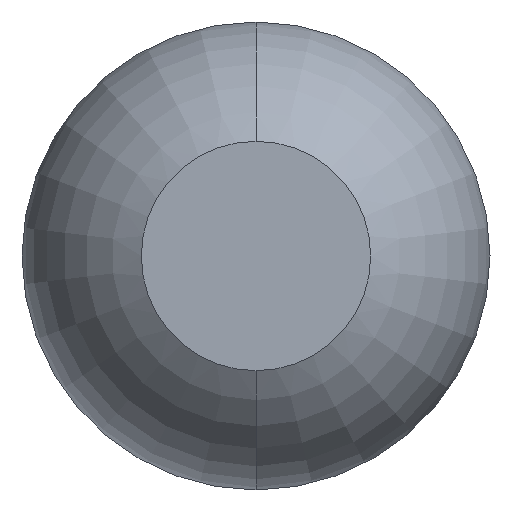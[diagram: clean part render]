
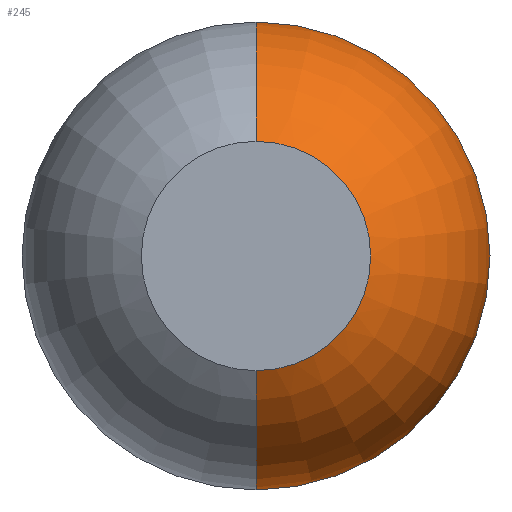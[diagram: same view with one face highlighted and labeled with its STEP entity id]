
A CAD part, front view. The second image highlights one B-rep face of the part: STEP entity #245.
In plain terms, the highlighted toroidal (fillet/blend) face has major radius 0.01 mm and minor radius 0.5 mm.
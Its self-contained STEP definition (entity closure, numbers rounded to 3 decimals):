
#190 = DIRECTION ( 'NONE',  ( 0., -1., 0. ) ) ;
#245 = ADVANCED_FACE ( 'Defeature ausgef�hrt1_5', ( #551 ), #286, .T. ) ;
#286 = TOROIDAL_SURFACE ( 'NONE', #1298, 0.01, 0.5 ) ;
#344 = AXIS2_PLACEMENT_3D ( 'NONE', #502, #190, #2498 ) ;
#413 = DIRECTION ( 'NONE',  ( 0., 0., 1. ) ) ;
#472 = DIRECTION ( 'NONE',  ( 0., 1., 0. ) ) ;
#502 = CARTESIAN_POINT ( 'NONE',  ( 0., -27.4, 0. ) ) ;
#529 = CARTESIAN_POINT ( 'NONE',  ( 0., -27.4, 0.25 ) ) ;
#551 = FACE_OUTER_BOUND ( 'NONE', #1427, .T. ) ;
#711 = VERTEX_POINT ( 'NONE', #865 ) ;
#775 = DIRECTION ( 'NONE',  ( 0., 0., -1. ) ) ;
#865 = CARTESIAN_POINT ( 'NONE',  ( 0., -26.961, 0.51 ) ) ;
#1035 = EDGE_CURVE ( 'Defeature ausgef�hrt1_6+Defeature ausgef�hrt1_5+Defeature ausgef�hrt1_5+Defeature ausgef�hrt1_5', #711, #1712, #1147, .T. ) ;
#1135 = CIRCLE ( 'NONE', #344, 0.25 ) ;
#1147 = CIRCLE ( 'NONE', #2526, 0.51 ) ;
#1202 = ORIENTED_EDGE ( 'NONE', *, *, #2889, .T. ) ;
#1298 = AXIS2_PLACEMENT_3D ( 'NONE', #3705, #472, #3105 ) ;
#1311 = AXIS2_PLACEMENT_3D ( 'NONE', #3082, #2778, #3390 ) ;
#1427 = EDGE_LOOP ( 'NONE', ( #3333, #1202, #3097, #3366 ) ) ;
#1557 = CARTESIAN_POINT ( 'NONE',  ( 0., -26.961, 0. ) ) ;
#1712 = VERTEX_POINT ( 'NONE', #2668 ) ;
#1913 = DIRECTION ( 'NONE',  ( 1., 0., 0. ) ) ;
#2258 = EDGE_CURVE ( 'NONE', #3242, #711, #2409, .T. ) ;
#2409 = CIRCLE ( 'NONE', #1311, 0.5 ) ;
#2498 = DIRECTION ( 'NONE',  ( 0., 0., -1. ) ) ;
#2526 = AXIS2_PLACEMENT_3D ( 'NONE', #1557, #3621, #413 ) ;
#2668 = CARTESIAN_POINT ( 'NONE',  ( 0., -26.961, -0.51 ) ) ;
#2778 = DIRECTION ( 'NONE',  ( -1., 0., 0. ) ) ;
#2807 = AXIS2_PLACEMENT_3D ( 'NONE', #3394, #1913, #775 ) ;
#2889 = EDGE_CURVE ( 'NONE', #3338, #1712, #3483, .T. ) ;
#2922 = EDGE_CURVE ( 'Defeature ausgef�hrt1_13+Defeature ausgef�hrt1_5+Defeature ausgef�hrt1_5+Defeature ausgef�hrt1_5', #3338, #3242, #1135, .T. ) ;
#3082 = CARTESIAN_POINT ( 'NONE',  ( 0., -26.961, 0.01 ) ) ;
#3097 = ORIENTED_EDGE ( 'NONE', *, *, #1035, .F. ) ;
#3105 = DIRECTION ( 'NONE',  ( 0., 0., 1. ) ) ;
#3242 = VERTEX_POINT ( 'NONE', #529 ) ;
#3333 = ORIENTED_EDGE ( 'NONE', *, *, #2922, .F. ) ;
#3338 = VERTEX_POINT ( 'NONE', #3534 ) ;
#3366 = ORIENTED_EDGE ( 'NONE', *, *, #2258, .F. ) ;
#3390 = DIRECTION ( 'NONE',  ( 0., 0., 1. ) ) ;
#3394 = CARTESIAN_POINT ( 'NONE',  ( 0., -26.961, -0.01 ) ) ;
#3483 = CIRCLE ( 'NONE', #2807, 0.5 ) ;
#3534 = CARTESIAN_POINT ( 'NONE',  ( 0., -27.4, -0.25 ) ) ;
#3621 = DIRECTION ( 'NONE',  ( 0., 1., 0. ) ) ;
#3705 = CARTESIAN_POINT ( 'NONE',  ( 0., -26.961, 0. ) ) ;
